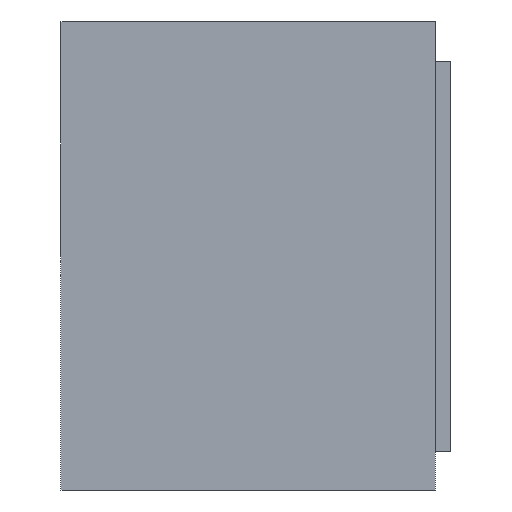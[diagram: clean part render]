
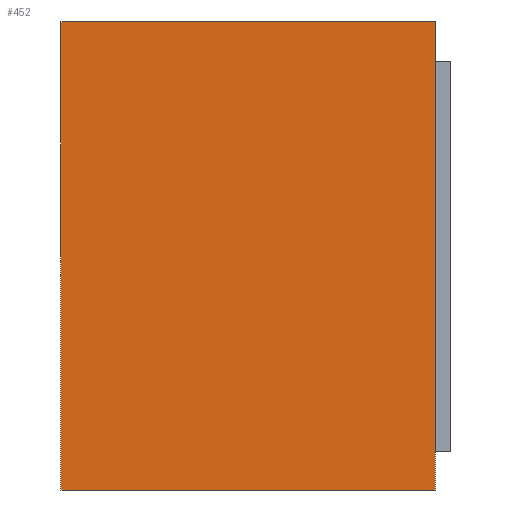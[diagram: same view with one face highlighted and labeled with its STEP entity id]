
A CAD part, left-side view. The second image highlights one B-rep face of the part: STEP entity #452.
In plain terms, the highlighted planar face has unit normal (-1, 0, 0).
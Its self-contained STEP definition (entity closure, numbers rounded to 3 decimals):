
#29 = CARTESIAN_POINT ( 'NONE',  ( -0.5, 0.02, 0.3 ) ) ;
#36 = EDGE_CURVE ( 'NONE', #482, #121, #456, .T. ) ;
#76 = DIRECTION ( 'NONE',  ( 1., 0., 0. ) ) ;
#104 = VERTEX_POINT ( 'NONE', #359 ) ;
#121 = VERTEX_POINT ( 'NONE', #184 ) ;
#126 = DIRECTION ( 'NONE',  ( 0., 0., 1. ) ) ;
#139 = ORIENTED_EDGE ( 'NONE', *, *, #350, .T. ) ;
#155 = DIRECTION ( 'NONE',  ( 0., -1., 0. ) ) ;
#171 = EDGE_CURVE ( 'NONE', #566, #104, #507, .T. ) ;
#176 = CARTESIAN_POINT ( 'NONE',  ( -0.5, 0.5, -0.3 ) ) ;
#184 = CARTESIAN_POINT ( 'NONE',  ( -0.5, 0.5, 0.3 ) ) ;
#206 = VECTOR ( 'NONE', #126, 1000. ) ;
#218 = CARTESIAN_POINT ( 'NONE',  ( -0.5, 2.166, -0.3 ) ) ;
#237 = EDGE_CURVE ( 'NONE', #121, #104, #240, .T. ) ;
#240 = LINE ( 'NONE', #449, #354 ) ;
#252 = CARTESIAN_POINT ( 'NONE',  ( -0.5, 0.5, 0.3 ) ) ;
#265 = ORIENTED_EDGE ( 'NONE', *, *, #36, .F. ) ;
#280 = ORIENTED_EDGE ( 'NONE', *, *, #171, .T. ) ;
#287 = CARTESIAN_POINT ( 'NONE',  ( -0.5, 0.02, -0.3 ) ) ;
#308 = DIRECTION ( 'NONE',  ( 0., 0., 1. ) ) ;
#350 = EDGE_CURVE ( 'NONE', #482, #566, #576, .T. ) ;
#354 = VECTOR ( 'NONE', #155, 1000. ) ;
#359 = CARTESIAN_POINT ( 'NONE',  ( -0.5, 0.02, 0.3 ) ) ;
#365 = PLANE ( 'NONE',  #398 ) ;
#397 = DIRECTION ( 'NONE',  ( 0., -1., 0. ) ) ;
#398 = AXIS2_PLACEMENT_3D ( 'NONE', #538, #76, #407 ) ;
#407 = DIRECTION ( 'NONE',  ( 0., 0., -1. ) ) ;
#434 = VECTOR ( 'NONE', #397, 1000. ) ;
#439 = EDGE_LOOP ( 'NONE', ( #265, #139, #280, #568 ) ) ;
#449 = CARTESIAN_POINT ( 'NONE',  ( -0.5, 2.166, 0.3 ) ) ;
#452 = ADVANCED_FACE ( 'NONE', ( #468 ), #365, .F. ) ;
#456 = LINE ( 'NONE', #252, #206 ) ;
#468 = FACE_OUTER_BOUND ( 'NONE', #439, .T. ) ;
#482 = VERTEX_POINT ( 'NONE', #176 ) ;
#507 = LINE ( 'NONE', #29, #519 ) ;
#519 = VECTOR ( 'NONE', #308, 1000. ) ;
#538 = CARTESIAN_POINT ( 'NONE',  ( -0.5, 2.166, 0.3 ) ) ;
#566 = VERTEX_POINT ( 'NONE', #287 ) ;
#568 = ORIENTED_EDGE ( 'NONE', *, *, #237, .F. ) ;
#576 = LINE ( 'NONE', #218, #434 ) ;
